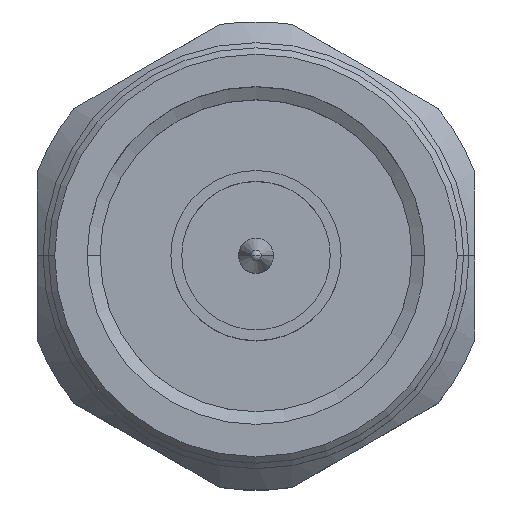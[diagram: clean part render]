
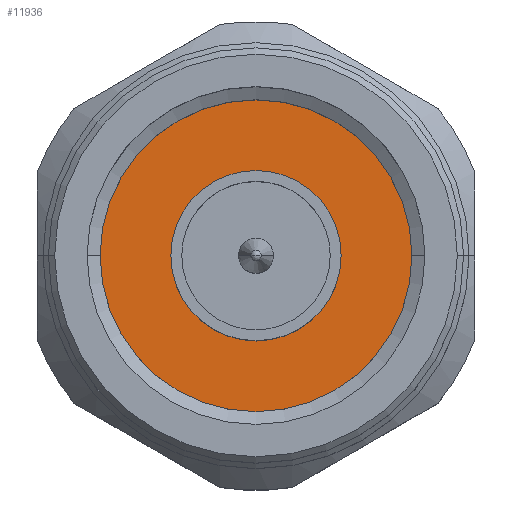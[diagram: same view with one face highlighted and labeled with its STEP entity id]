
A CAD part, top view. The second image highlights one B-rep face of the part: STEP entity #11936.
In plain terms, the highlighted face is planar.
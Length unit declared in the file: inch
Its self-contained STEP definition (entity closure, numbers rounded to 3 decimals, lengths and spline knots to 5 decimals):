
#1272 = DIRECTION ( 'NONE',  ( 0., 0., -1. ) ) ;
#2383 = CARTESIAN_POINT ( 'NONE',  ( 0.41653, 0., 0. ) ) ;
#2790 = PLANE ( 'NONE',  #13241 ) ;
#3134 = CIRCLE ( 'NONE', #20569, 0.15748 ) ;
#4318 = AXIS2_PLACEMENT_3D ( 'NONE', #21131, #19481, #1272 ) ;
#4347 = DIRECTION ( 'NONE',  ( 0., 0., -1. ) ) ;
#4430 = FACE_OUTER_BOUND ( 'NONE', #5527, .T. ) ;
#5427 = ORIENTED_EDGE ( 'NONE', *, *, #14807, .T. ) ;
#5527 = EDGE_LOOP ( 'NONE', ( #17659, #11618 ) ) ;
#5659 = VERTEX_POINT ( 'NONE', #18595 ) ;
#6284 = CARTESIAN_POINT ( 'NONE',  ( 0.41653, 0.34395, 0. ) ) ;
#6291 = CARTESIAN_POINT ( 'NONE',  ( 0.41653, 0., 0. ) ) ;
#7654 = AXIS2_PLACEMENT_3D ( 'NONE', #2383, #10593, #4347 ) ;
#8826 = CARTESIAN_POINT ( 'NONE',  ( 0.41653, 0., 0. ) ) ;
#9388 = CARTESIAN_POINT ( 'NONE',  ( 0.41653, 0., -0.15748 ) ) ;
#10593 = DIRECTION ( 'NONE',  ( 1., 0., 0. ) ) ;
#11171 = CIRCLE ( 'NONE', #17771, 0.34395 ) ;
#11618 = ORIENTED_EDGE ( 'NONE', *, *, #17276, .F. ) ;
#11936 = ADVANCED_FACE ( 'NONE', ( #21254, #4430 ), #2790, .T. ) ;
#12034 = EDGE_LOOP ( 'NONE', ( #19482, #5427 ) ) ;
#12735 = DIRECTION ( 'NONE',  ( 0., 0., -1. ) ) ;
#13241 = AXIS2_PLACEMENT_3D ( 'NONE', #6284, #14262, #16764 ) ;
#14262 = DIRECTION ( 'NONE',  ( -1., 0., 0. ) ) ;
#14807 = EDGE_CURVE ( 'NONE', #5659, #19026, #16878, .T. ) ;
#15266 = VERTEX_POINT ( 'NONE', #19720 ) ;
#15376 = DIRECTION ( 'NONE',  ( 1., 0., 0. ) ) ;
#16188 = CARTESIAN_POINT ( 'NONE',  ( 0.41653, 0., 0.34395 ) ) ;
#16464 = DIRECTION ( 'NONE',  ( 1., 0., 0. ) ) ;
#16764 = DIRECTION ( 'NONE',  ( 0., 0., 1. ) ) ;
#16878 = CIRCLE ( 'NONE', #4318, 0.15748 ) ;
#17276 = EDGE_CURVE ( 'NONE', #17906, #15266, #19872, .T. ) ;
#17558 = EDGE_CURVE ( 'NONE', #19026, #5659, #3134, .T. ) ;
#17659 = ORIENTED_EDGE ( 'NONE', *, *, #20696, .F. ) ;
#17771 = AXIS2_PLACEMENT_3D ( 'NONE', #6291, #16464, #12735 ) ;
#17906 = VERTEX_POINT ( 'NONE', #16188 ) ;
#18595 = CARTESIAN_POINT ( 'NONE',  ( 0.41653, 0., 0.15748 ) ) ;
#19026 = VERTEX_POINT ( 'NONE', #9388 ) ;
#19481 = DIRECTION ( 'NONE',  ( 1., 0., 0. ) ) ;
#19482 = ORIENTED_EDGE ( 'NONE', *, *, #17558, .T. ) ;
#19720 = CARTESIAN_POINT ( 'NONE',  ( 0.41653, 0., -0.34395 ) ) ;
#19872 = CIRCLE ( 'NONE', #7654, 0.34395 ) ;
#20062 = DIRECTION ( 'NONE',  ( 0., 0., -1. ) ) ;
#20569 = AXIS2_PLACEMENT_3D ( 'NONE', #8826, #15376, #20062 ) ;
#20696 = EDGE_CURVE ( 'NONE', #15266, #17906, #11171, .T. ) ;
#21131 = CARTESIAN_POINT ( 'NONE',  ( 0.41653, 0., 0. ) ) ;
#21254 = FACE_BOUND ( 'NONE', #12034, .T. ) ;
